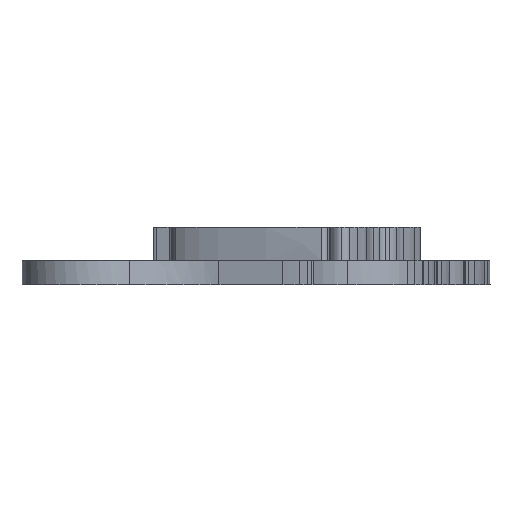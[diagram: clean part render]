
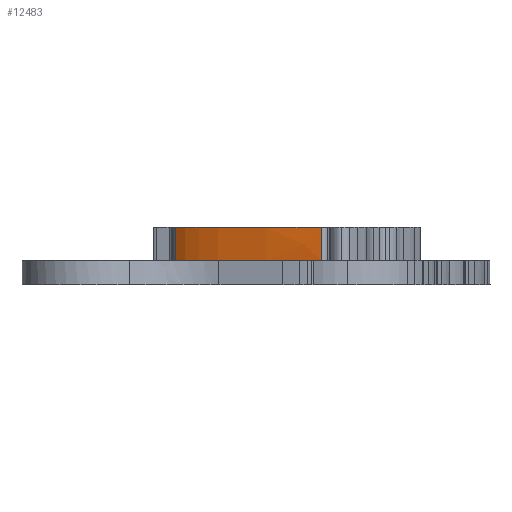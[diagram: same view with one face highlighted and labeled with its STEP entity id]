
A CAD part, left-side view. The second image highlights one B-rep face of the part: STEP entity #12483.
In plain terms, the highlighted free-form (B-spline) face has degree [3, 1] with [4, 2] control points.
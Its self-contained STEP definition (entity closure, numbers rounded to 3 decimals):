
#483=B_SPLINE_CURVE_WITH_KNOTS('',3,(#15939,#15940,#15941,#15942),
 .UNSPECIFIED.,.F.,.F.,(4,4),(-0.328,0.),.UNSPECIFIED.);
#919=B_SPLINE_CURVE_WITH_KNOTS('',3,(#20790,#20791,#20792,#20793),
 .UNSPECIFIED.,.F.,.F.,(4,4),(-1.,0.),.UNSPECIFIED.);
#1365=B_SPLINE_SURFACE_WITH_KNOTS('',3,1,((#20780,#20781),(#20782,#20783),
(#20784,#20785),(#20786,#20787)),.UNSPECIFIED.,.F.,.F.,.F.,(4,4),(2,2),
(-1.,0.),(0.,2.22),.UNSPECIFIED.);
#1927=FACE_OUTER_BOUND('',#2603,.T.);
#2603=EDGE_LOOP('',(#10425,#10426,#10427,#10428));
#3559=LINE('',#20775,#4592);
#3560=LINE('',#20789,#4593);
#4592=VECTOR('',#14002,7.106);
#4593=VECTOR('',#14003,7.106);
#5324=VERTEX_POINT('',#15933);
#5325=VERTEX_POINT('',#15938);
#5986=VERTEX_POINT('',#20774);
#5987=VERTEX_POINT('',#20788);
#6623=EDGE_CURVE('',#5325,#5324,#483,.T.);
#7616=EDGE_CURVE('',#5986,#5325,#3559,.T.);
#7618=EDGE_CURVE('',#5987,#5324,#3560,.T.);
#7619=EDGE_CURVE('',#5986,#5987,#919,.T.);
#10425=ORIENTED_EDGE('',*,*,#6623,.T.);
#10426=ORIENTED_EDGE('',*,*,#7618,.F.);
#10427=ORIENTED_EDGE('',*,*,#7619,.F.);
#10428=ORIENTED_EDGE('',*,*,#7616,.T.);
#12483=ADVANCED_FACE('',(#1927),#1365,.T.);
#14002=DIRECTION('',(0.,0.,-1.));
#14003=DIRECTION('',(0.,0.,-1.));
#15933=CARTESIAN_POINT('',(33.105,5.541,4.344));
#15938=CARTESIAN_POINT('',(37.203,16.36,4.344));
#15939=CARTESIAN_POINT('Ctrl Pts',(37.203,16.36,4.344));
#15940=CARTESIAN_POINT('Ctrl Pts',(35.109,14.113,4.344));
#15941=CARTESIAN_POINT('Ctrl Pts',(33.091,5.985,4.344));
#15942=CARTESIAN_POINT('Ctrl Pts',(33.105,5.541,4.344));
#20774=CARTESIAN_POINT('',(37.203,16.36,6.831));
#20775=CARTESIAN_POINT('',(37.203,16.36,4.344));
#20780=CARTESIAN_POINT('Ctrl Pts',(37.203,16.36,-6.316));
#20781=CARTESIAN_POINT('Ctrl Pts',(37.203,16.36,9.46));
#20782=CARTESIAN_POINT('Ctrl Pts',(35.109,14.113,-6.316));
#20783=CARTESIAN_POINT('Ctrl Pts',(35.109,14.113,9.46));
#20784=CARTESIAN_POINT('Ctrl Pts',(33.091,5.985,-6.316));
#20785=CARTESIAN_POINT('Ctrl Pts',(33.091,5.985,9.46));
#20786=CARTESIAN_POINT('Ctrl Pts',(33.105,5.541,-6.316));
#20787=CARTESIAN_POINT('Ctrl Pts',(33.105,5.541,9.46));
#20788=CARTESIAN_POINT('',(33.105,5.541,6.831));
#20789=CARTESIAN_POINT('',(33.105,5.541,4.344));
#20790=CARTESIAN_POINT('Ctrl Pts',(37.203,16.36,6.831));
#20791=CARTESIAN_POINT('Ctrl Pts',(35.109,14.113,6.831));
#20792=CARTESIAN_POINT('Ctrl Pts',(33.091,5.985,6.831));
#20793=CARTESIAN_POINT('Ctrl Pts',(33.105,5.541,6.831));
